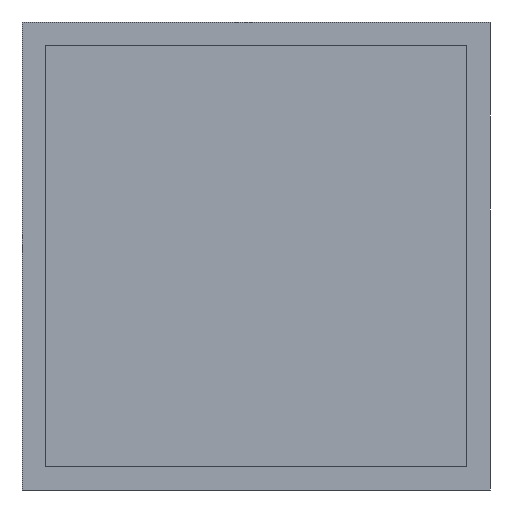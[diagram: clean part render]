
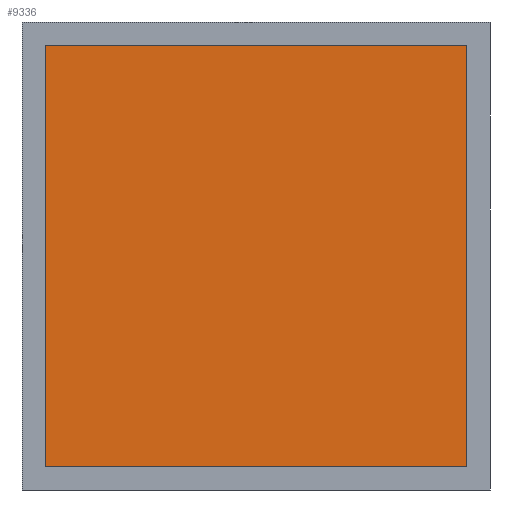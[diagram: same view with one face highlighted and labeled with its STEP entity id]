
A CAD part, front view. The second image highlights one B-rep face of the part: STEP entity #9336.
In plain terms, the highlighted planar face has unit normal (0, -1, 0).
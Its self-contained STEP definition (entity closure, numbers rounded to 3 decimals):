
#9221=DIRECTION('',(0.,0.,1.));
#9222=VECTOR('',#9221,18.);
#9223=CARTESIAN_POINT('',(644.79,223.219,-19.));
#9224=LINE('',#9223,#9222);
#9225=DIRECTION('',(1.,0.,0.));
#9226=VECTOR('',#9225,18.);
#9227=CARTESIAN_POINT('',(644.79,223.219,-1.));
#9228=LINE('',#9227,#9226);
#9229=DIRECTION('',(0.,0.,-1.));
#9230=VECTOR('',#9229,18.);
#9231=CARTESIAN_POINT('',(662.79,223.219,-1.));
#9232=LINE('',#9231,#9230);
#9233=DIRECTION('',(-1.,0.,0.));
#9234=VECTOR('',#9233,18.);
#9235=CARTESIAN_POINT('',(662.79,223.219,-19.));
#9236=LINE('',#9235,#9234);
#9245=CARTESIAN_POINT('',(644.79,223.219,-1.));
#9246=VERTEX_POINT('',#9245);
#9247=CARTESIAN_POINT('',(644.79,223.219,-19.));
#9248=VERTEX_POINT('',#9247);
#9249=CARTESIAN_POINT('',(662.79,223.219,-1.));
#9250=VERTEX_POINT('',#9249);
#9251=CARTESIAN_POINT('',(662.79,223.219,-19.));
#9252=VERTEX_POINT('',#9251);
#9325=CARTESIAN_POINT('',(0.,223.219,0.));
#9326=DIRECTION('',(0.,-1.,0.));
#9327=DIRECTION('',(1.,0.,0.));
#9328=AXIS2_PLACEMENT_3D('',#9325,#9326,#9327);
#9329=PLANE('',#9328);
#9330=ORIENTED_EDGE('',*,*,#9277,.T.);
#9331=ORIENTED_EDGE('',*,*,#9292,.T.);
#9332=ORIENTED_EDGE('',*,*,#9306,.T.);
#9333=ORIENTED_EDGE('',*,*,#9319,.T.);
#9334=EDGE_LOOP('',(#9330,#9331,#9332,#9333));
#9335=FACE_OUTER_BOUND('',#9334,.F.);
#9336=ADVANCED_FACE('',(#9335),#9329,.T.);
#9277=EDGE_CURVE('',#9248,#9246,#9224,.T.);
#9292=EDGE_CURVE('',#9246,#9250,#9228,.T.);
#9306=EDGE_CURVE('',#9250,#9252,#9232,.T.);
#9319=EDGE_CURVE('',#9252,#9248,#9236,.T.);
